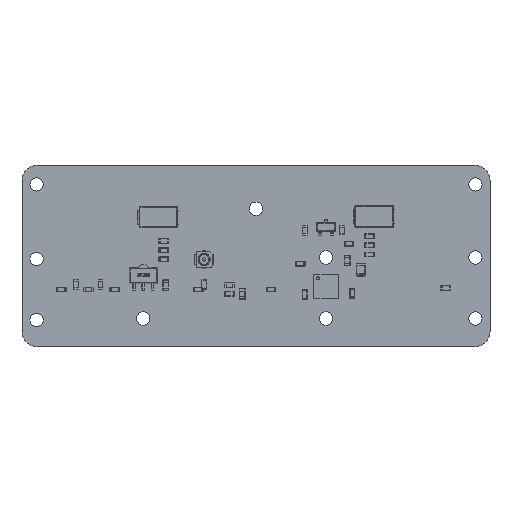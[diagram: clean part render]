
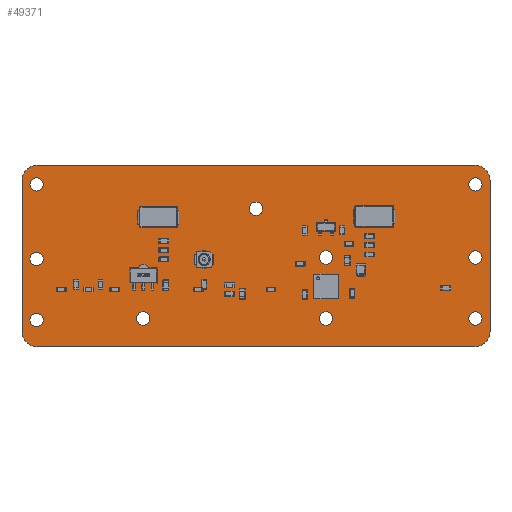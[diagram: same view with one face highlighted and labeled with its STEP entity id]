
A CAD part, top view. The second image highlights one B-rep face of the part: STEP entity #49371.
In plain terms, the highlighted planar face has unit normal (0, 0, 1).
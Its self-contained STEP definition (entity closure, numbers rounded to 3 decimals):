
#48746 = VERTEX_POINT('',#48747);
#48747 = CARTESIAN_POINT('',(0.1,-4.4,0.));
#48753 = EDGE_CURVE('',#48746,#48754,#48756,.T.);
#48754 = VERTEX_POINT('',#48755);
#48755 = CARTESIAN_POINT('',(-2.4,-1.9,0.));
#48756 = CIRCLE('',#48757,2.499);
#48757 = AXIS2_PLACEMENT_3D('',#48758,#48759,#48760);
#48758 = CARTESIAN_POINT('',(0.099,-1.901,0.
    ));
#48759 = DIRECTION('',(0.,0.,-1.));
#48760 = DIRECTION('',(0.,-1.,0.));
#48786 = EDGE_CURVE('',#48754,#48787,#48789,.T.);
#48787 = VERTEX_POINT('',#48788);
#48788 = CARTESIAN_POINT('',(-2.4,22.9,0.));
#48789 = LINE('',#48790,#48791);
#48790 = CARTESIAN_POINT('',(-2.4,-1.9,0.));
#48791 = VECTOR('',#48792,1.);
#48792 = DIRECTION('',(0.,1.,0.));
#48817 = EDGE_CURVE('',#48787,#48818,#48820,.T.);
#48818 = VERTEX_POINT('',#48819);
#48819 = CARTESIAN_POINT('',(0.1,25.4,0.));
#48820 = CIRCLE('',#48821,2.499);
#48821 = AXIS2_PLACEMENT_3D('',#48822,#48823,#48824);
#48822 = CARTESIAN_POINT('',(0.099,22.901,0.
    ));
#48823 = DIRECTION('',(0.,0.,-1.));
#48824 = DIRECTION('',(-1.,0.,0.));
#48850 = EDGE_CURVE('',#48818,#48851,#48853,.T.);
#48851 = VERTEX_POINT('',#48852);
#48852 = CARTESIAN_POINT('',(71.9,25.4,0.));
#48853 = LINE('',#48854,#48855);
#48854 = CARTESIAN_POINT('',(0.1,25.4,0.));
#48855 = VECTOR('',#48856,1.);
#48856 = DIRECTION('',(1.,0.,0.));
#48881 = EDGE_CURVE('',#48851,#48882,#48884,.T.);
#48882 = VERTEX_POINT('',#48883);
#48883 = CARTESIAN_POINT('',(74.4,22.9,0.));
#48884 = CIRCLE('',#48885,2.499);
#48885 = AXIS2_PLACEMENT_3D('',#48886,#48887,#48888);
#48886 = CARTESIAN_POINT('',(71.901,22.901,0.));
#48887 = DIRECTION('',(0.,0.,-1.));
#48888 = DIRECTION('',(0.,1.,0.));
#48914 = EDGE_CURVE('',#48882,#48915,#48917,.T.);
#48915 = VERTEX_POINT('',#48916);
#48916 = CARTESIAN_POINT('',(74.4,-1.9,0.));
#48917 = LINE('',#48918,#48919);
#48918 = CARTESIAN_POINT('',(74.4,22.9,0.));
#48919 = VECTOR('',#48920,1.);
#48920 = DIRECTION('',(0.,-1.,0.));
#48945 = EDGE_CURVE('',#48915,#48946,#48948,.T.);
#48946 = VERTEX_POINT('',#48947);
#48947 = CARTESIAN_POINT('',(71.9,-4.4,0.));
#48948 = CIRCLE('',#48949,2.499);
#48949 = AXIS2_PLACEMENT_3D('',#48950,#48951,#48952);
#48950 = CARTESIAN_POINT('',(71.901,-1.901,0.));
#48951 = DIRECTION('',(0.,0.,-1.));
#48952 = DIRECTION('',(1.,0.,0.));
#48978 = EDGE_CURVE('',#48946,#48746,#48979,.T.);
#48979 = LINE('',#48980,#48981);
#48980 = CARTESIAN_POINT('',(71.9,-4.4,0.));
#48981 = VECTOR('',#48982,1.);
#48982 = DIRECTION('',(-1.,0.,0.));
#49002 = VERTEX_POINT('',#49003);
#49003 = CARTESIAN_POINT('',(1.1,0.,0.));
#49009 = EDGE_CURVE('',#49002,#49002,#49010,.T.);
#49010 = CIRCLE('',#49011,1.1);
#49011 = AXIS2_PLACEMENT_3D('',#49012,#49013,#49014);
#49012 = CARTESIAN_POINT('',(0.,0.,0.));
#49013 = DIRECTION('',(0.,0.,1.));
#49014 = DIRECTION('',(1.,0.,0.));
#49035 = VERTEX_POINT('',#49036);
#49036 = CARTESIAN_POINT('',(18.6,0.25,0.));
#49042 = EDGE_CURVE('',#49035,#49035,#49043,.T.);
#49043 = CIRCLE('',#49044,1.1);
#49044 = AXIS2_PLACEMENT_3D('',#49045,#49046,#49047);
#49045 = CARTESIAN_POINT('',(17.5,0.25,0.));
#49046 = DIRECTION('',(0.,0.,1.));
#49047 = DIRECTION('',(1.,0.,0.));
#49068 = VERTEX_POINT('',#49069);
#49069 = CARTESIAN_POINT('',(1.1,10.,0.));
#49075 = EDGE_CURVE('',#49068,#49068,#49076,.T.);
#49076 = CIRCLE('',#49077,1.1);
#49077 = AXIS2_PLACEMENT_3D('',#49078,#49079,#49080);
#49078 = CARTESIAN_POINT('',(0.,10.,0.));
#49079 = DIRECTION('',(0.,0.,1.));
#49080 = DIRECTION('',(1.,0.,0.));
#49101 = VERTEX_POINT('',#49102);
#49102 = CARTESIAN_POINT('',(37.1,18.25,0.));
#49108 = EDGE_CURVE('',#49101,#49101,#49109,.T.);
#49109 = CIRCLE('',#49110,1.1);
#49110 = AXIS2_PLACEMENT_3D('',#49111,#49112,#49113);
#49111 = CARTESIAN_POINT('',(36.,18.25,0.));
#49112 = DIRECTION('',(0.,0.,1.));
#49113 = DIRECTION('',(1.,0.,0.));
#49134 = VERTEX_POINT('',#49135);
#49135 = CARTESIAN_POINT('',(1.1,22.25,0.));
#49141 = EDGE_CURVE('',#49134,#49134,#49142,.T.);
#49142 = CIRCLE('',#49143,1.1);
#49143 = AXIS2_PLACEMENT_3D('',#49144,#49145,#49146);
#49144 = CARTESIAN_POINT('',(0.,22.25,0.));
#49145 = DIRECTION('',(0.,0.,1.));
#49146 = DIRECTION('',(1.,0.,0.));
#49167 = VERTEX_POINT('',#49168);
#49168 = CARTESIAN_POINT('',(48.6,0.25,0.));
#49174 = EDGE_CURVE('',#49167,#49167,#49175,.T.);
#49175 = CIRCLE('',#49176,1.1);
#49176 = AXIS2_PLACEMENT_3D('',#49177,#49178,#49179);
#49177 = CARTESIAN_POINT('',(47.5,0.25,0.));
#49178 = DIRECTION('',(0.,0.,1.));
#49179 = DIRECTION('',(1.,0.,0.));
#49200 = VERTEX_POINT('',#49201);
#49201 = CARTESIAN_POINT('',(73.1,0.25,0.));
#49207 = EDGE_CURVE('',#49200,#49200,#49208,.T.);
#49208 = CIRCLE('',#49209,1.1);
#49209 = AXIS2_PLACEMENT_3D('',#49210,#49211,#49212);
#49210 = CARTESIAN_POINT('',(72.,0.25,0.));
#49211 = DIRECTION('',(0.,0.,1.));
#49212 = DIRECTION('',(1.,0.,0.));
#49233 = VERTEX_POINT('',#49234);
#49234 = CARTESIAN_POINT('',(48.6,10.25,0.));
#49240 = EDGE_CURVE('',#49233,#49233,#49241,.T.);
#49241 = CIRCLE('',#49242,1.1);
#49242 = AXIS2_PLACEMENT_3D('',#49243,#49244,#49245);
#49243 = CARTESIAN_POINT('',(47.5,10.25,0.));
#49244 = DIRECTION('',(0.,0.,1.));
#49245 = DIRECTION('',(1.,0.,0.));
#49266 = VERTEX_POINT('',#49267);
#49267 = CARTESIAN_POINT('',(73.1,10.25,0.));
#49273 = EDGE_CURVE('',#49266,#49266,#49274,.T.);
#49274 = CIRCLE('',#49275,1.1);
#49275 = AXIS2_PLACEMENT_3D('',#49276,#49277,#49278);
#49276 = CARTESIAN_POINT('',(72.,10.25,0.));
#49277 = DIRECTION('',(0.,0.,1.));
#49278 = DIRECTION('',(1.,0.,0.));
#49299 = VERTEX_POINT('',#49300);
#49300 = CARTESIAN_POINT('',(73.1,22.25,0.));
#49306 = EDGE_CURVE('',#49299,#49299,#49307,.T.);
#49307 = CIRCLE('',#49308,1.1);
#49308 = AXIS2_PLACEMENT_3D('',#49309,#49310,#49311);
#49309 = CARTESIAN_POINT('',(72.,22.25,0.));
#49310 = DIRECTION('',(0.,0.,1.));
#49311 = DIRECTION('',(1.,0.,0.));
#49371 = ADVANCED_FACE('',(#49372,#49382,#49385,#49388,#49391,#49394,
    #49397,#49400,#49403,#49406,#49409),#49412,.T.);
#49372 = FACE_BOUND('',#49373,.F.);
#49373 = EDGE_LOOP('',(#49374,#49375,#49376,#49377,#49378,#49379,#49380,
    #49381));
#49374 = ORIENTED_EDGE('',*,*,#48753,.T.);
#49375 = ORIENTED_EDGE('',*,*,#48786,.T.);
#49376 = ORIENTED_EDGE('',*,*,#48817,.T.);
#49377 = ORIENTED_EDGE('',*,*,#48850,.T.);
#49378 = ORIENTED_EDGE('',*,*,#48881,.T.);
#49379 = ORIENTED_EDGE('',*,*,#48914,.T.);
#49380 = ORIENTED_EDGE('',*,*,#48945,.T.);
#49381 = ORIENTED_EDGE('',*,*,#48978,.T.);
#49382 = FACE_BOUND('',#49383,.T.);
#49383 = EDGE_LOOP('',(#49384));
#49384 = ORIENTED_EDGE('',*,*,#49009,.F.);
#49385 = FACE_BOUND('',#49386,.T.);
#49386 = EDGE_LOOP('',(#49387));
#49387 = ORIENTED_EDGE('',*,*,#49042,.F.);
#49388 = FACE_BOUND('',#49389,.T.);
#49389 = EDGE_LOOP('',(#49390));
#49390 = ORIENTED_EDGE('',*,*,#49075,.F.);
#49391 = FACE_BOUND('',#49392,.T.);
#49392 = EDGE_LOOP('',(#49393));
#49393 = ORIENTED_EDGE('',*,*,#49108,.F.);
#49394 = FACE_BOUND('',#49395,.T.);
#49395 = EDGE_LOOP('',(#49396));
#49396 = ORIENTED_EDGE('',*,*,#49141,.F.);
#49397 = FACE_BOUND('',#49398,.T.);
#49398 = EDGE_LOOP('',(#49399));
#49399 = ORIENTED_EDGE('',*,*,#49174,.F.);
#49400 = FACE_BOUND('',#49401,.T.);
#49401 = EDGE_LOOP('',(#49402));
#49402 = ORIENTED_EDGE('',*,*,#49207,.F.);
#49403 = FACE_BOUND('',#49404,.T.);
#49404 = EDGE_LOOP('',(#49405));
#49405 = ORIENTED_EDGE('',*,*,#49240,.F.);
#49406 = FACE_BOUND('',#49407,.T.);
#49407 = EDGE_LOOP('',(#49408));
#49408 = ORIENTED_EDGE('',*,*,#49273,.F.);
#49409 = FACE_BOUND('',#49410,.T.);
#49410 = EDGE_LOOP('',(#49411));
#49411 = ORIENTED_EDGE('',*,*,#49306,.F.);
#49412 = PLANE('',#49413);
#49413 = AXIS2_PLACEMENT_3D('',#49414,#49415,#49416);
#49414 = CARTESIAN_POINT('',(0.1,-4.4,0.));
#49415 = DIRECTION('',(0.,0.,1.));
#49416 = DIRECTION('',(1.,0.,0.));
